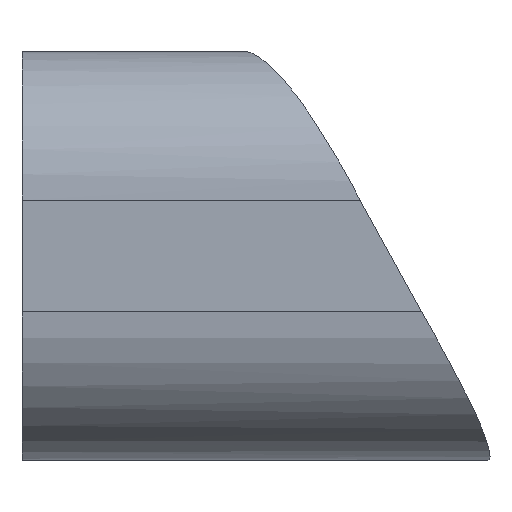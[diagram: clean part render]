
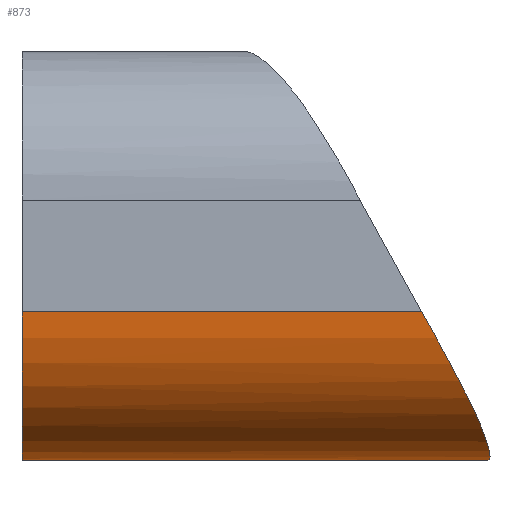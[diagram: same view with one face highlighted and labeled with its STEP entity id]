
A CAD part, left-side view. The second image highlights one B-rep face of the part: STEP entity #873.
In plain terms, the highlighted cylindrical face has radius 4 mm (diameter 8 mm), a partial arc.
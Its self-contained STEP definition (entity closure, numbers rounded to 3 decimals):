
#564=CARTESIAN_POINT('',(-49.,-64.,2.));
#565=VERTEX_POINT('',#564);
#572=CARTESIAN_POINT('',(-49.,-74.726,2.));
#573=VERTEX_POINT('',#572);
#574=CARTESIAN_POINT('',(-49.,-64.,2.));
#575=DIRECTION('',(0.,-1.,0.));
#576=VECTOR('',#575,10.726);
#577=LINE('',#574,#576);
#578=EDGE_CURVE('',#565,#573,#577,.T.);
#726=CARTESIAN_POINT('',(-45.,-64.,-2.));
#727=VERTEX_POINT('',#726);
#742=CARTESIAN_POINT('',(-45.,-76.478,-2.));
#743=VERTEX_POINT('',#742);
#814=CARTESIAN_POINT('',(-45.,-76.478,-2.));
#815=DIRECTION('',(-0.,1.,-0.));
#816=VECTOR('',#815,12.478);
#817=LINE('',#814,#816);
#818=EDGE_CURVE('',#743,#727,#817,.T.);
#823=CARTESIAN_POINT('',(-45.,-157.,2.));
#824=DIRECTION('',(0.,1.,0.));
#825=DIRECTION('',(0.,-0.,1.));
#826=AXIS2_PLACEMENT_3D('',#823,#824,#825);
#827=CYLINDRICAL_SURFACE('',#826,4.);
#828=CARTESIAN_POINT('',(-45.,-64.,2.));
#829=DIRECTION('',(-0.,1.,-0.));
#830=DIRECTION('',(0.,0.,-1.));
#831=AXIS2_PLACEMENT_3D('',#828,#829,#830);
#832=CIRCLE('',#831,4.);
#833=EDGE_CURVE('',#727,#565,#832,.T.);
#834=ORIENTED_EDGE('',*,*,#833,.F.);
#835=ORIENTED_EDGE('',*,*,#818,.F.);
#836=CARTESIAN_POINT('',(-49.,-74.726,2.));
#837=CARTESIAN_POINT('',(-49.,-75.015,1.521));
#838=CARTESIAN_POINT('',(-48.915,-75.269,1.038));
#839=CARTESIAN_POINT('',(-48.736,-75.516,0.57));
#840=CARTESIAN_POINT('',(-48.646,-75.64,0.336));
#841=CARTESIAN_POINT('',(-48.535,-75.759,0.111));
#842=CARTESIAN_POINT('',(-48.402,-75.87,-0.103));
#843=CARTESIAN_POINT('',(-48.27,-75.981,-0.317));
#844=CARTESIAN_POINT('',(-48.116,-76.085,-0.522));
#845=CARTESIAN_POINT('',(-47.936,-76.174,-0.717));
#846=CARTESIAN_POINT('',(-47.846,-76.219,-0.814));
#847=CARTESIAN_POINT('',(-47.75,-76.259,-0.908));
#848=CARTESIAN_POINT('',(-47.649,-76.296,-0.997));
#849=CARTESIAN_POINT('',(-47.549,-76.333,-1.086));
#850=CARTESIAN_POINT('',(-47.444,-76.366,-1.17));
#851=CARTESIAN_POINT('',(-47.334,-76.395,-1.249));
#852=CARTESIAN_POINT('',(-47.224,-76.425,-1.328));
#853=CARTESIAN_POINT('',(-47.109,-76.451,-1.402));
#854=CARTESIAN_POINT('',(-46.989,-76.474,-1.47));
#855=CARTESIAN_POINT('',(-46.869,-76.497,-1.539));
#856=CARTESIAN_POINT('',(-46.745,-76.516,-1.602));
#857=CARTESIAN_POINT('',(-46.619,-76.531,-1.658));
#858=CARTESIAN_POINT('',(-46.366,-76.56,-1.77));
#859=CARTESIAN_POINT('',(-46.103,-76.573,-1.855));
#860=CARTESIAN_POINT('',(-45.829,-76.565,-1.913));
#861=CARTESIAN_POINT('',(-45.692,-76.561,-1.942));
#862=CARTESIAN_POINT('',(-45.553,-76.552,-1.964));
#863=CARTESIAN_POINT('',(-45.415,-76.538,-1.978));
#864=CARTESIAN_POINT('',(-45.277,-76.523,-1.993));
#865=CARTESIAN_POINT('',(-45.138,-76.503,-2.));
#866=CARTESIAN_POINT('',(-45.,-76.478,-2.));
#867=B_SPLINE_CURVE_WITH_KNOTS('',3,(#836,#837,#838,#839,#840,#841,#842,#843,#844,#845,#846,#847,#848,#849,#850,#851,#852,#853,#854,#855,#856,#857,#858,#859,#860,#861,
#862,#863,#864,#865,#866),.UNSPECIFIED.,.F.,.F.,(4,3,3,3,3,3,3,3,3,3,4),(0.,0.002,0.002,0.003,0.004,0.004,0.005,0.005,0.006,0.006,0.007),.UNSPECIFIED.);
#868=EDGE_CURVE('',#573,#743,#867,.T.);
#869=ORIENTED_EDGE('',*,*,#868,.F.);
#870=ORIENTED_EDGE('',*,*,#578,.F.);
#871=EDGE_LOOP('',(#834,#835,#869,#870));
#872=FACE_BOUND('',#871,.T.);
#873=ADVANCED_FACE('',(#872),#827,.T.);
